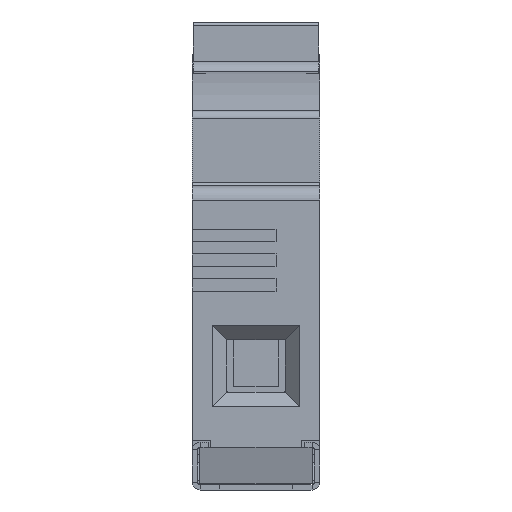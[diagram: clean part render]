
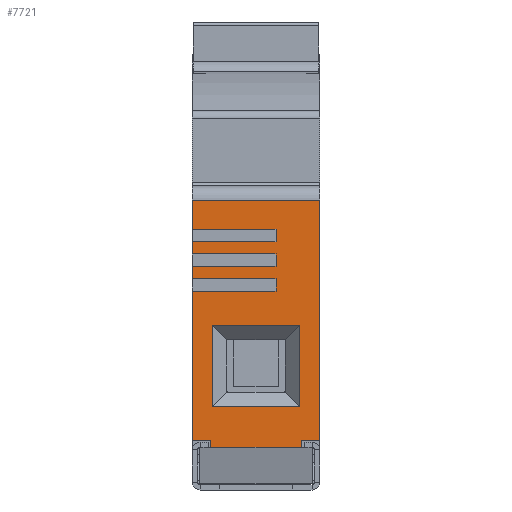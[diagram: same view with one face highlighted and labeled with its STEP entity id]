
A CAD part, front view. The second image highlights one B-rep face of the part: STEP entity #7721.
In plain terms, the highlighted planar face has unit normal (0, -1, 0).
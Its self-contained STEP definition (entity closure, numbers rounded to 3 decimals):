
#44=DIRECTION('',(0.,0.,-1.));
#45=VECTOR('',#44,4.);
#46=CARTESIAN_POINT('',(0.,-58.2,35.));
#47=LINE('',#46,#45);
#56=DIRECTION('',(0.,0.,-1.));
#57=VECTOR('',#56,1.7);
#58=CARTESIAN_POINT('',(0.,-58.2,29.3));
#59=LINE('',#58,#57);
#68=DIRECTION('',(0.,0.,-1.));
#69=VECTOR('',#68,1.7);
#70=CARTESIAN_POINT('',(0.,-58.2,25.9));
#71=LINE('',#70,#69);
#80=DIRECTION('',(0.,0.,-1.));
#81=VECTOR('',#80,20.5);
#82=CARTESIAN_POINT('',(0.,-58.2,22.5));
#83=LINE('',#82,#81);
#820=DIRECTION('',(1.,0.,0.));
#821=VECTOR('',#820,2.5);
#822=CARTESIAN_POINT('',(0.,-58.2,2.));
#823=LINE('',#822,#821);
#832=DIRECTION('',(0.,0.,1.));
#833=VECTOR('',#832,1.);
#834=CARTESIAN_POINT('',(2.5,-58.2,1.));
#835=LINE('',#834,#833);
#836=DIRECTION('',(1.,0.,0.));
#837=VECTOR('',#836,11.5);
#838=CARTESIAN_POINT('',(0.,-58.2,22.5));
#839=LINE('',#838,#837);
#840=DIRECTION('',(1.,0.,0.));
#841=VECTOR('',#840,11.5);
#842=CARTESIAN_POINT('',(0.,-58.2,25.9));
#843=LINE('',#842,#841);
#844=DIRECTION('',(1.,0.,0.));
#845=VECTOR('',#844,11.5);
#846=CARTESIAN_POINT('',(0.,-58.2,29.3));
#847=LINE('',#846,#845);
#848=DIRECTION('',(0.,0.,-1.));
#849=VECTOR('',#848,33.);
#850=CARTESIAN_POINT('',(17.5,-58.2,35.));
#851=LINE('',#850,#849);
#852=DIRECTION('',(-1.,0.,0.));
#853=VECTOR('',#852,2.5);
#854=CARTESIAN_POINT('',(17.5,-58.2,2.));
#855=LINE('',#854,#853);
#1461=DIRECTION('',(1.,0.,0.));
#1462=VECTOR('',#1461,12.5);
#1463=CARTESIAN_POINT('',(2.5,-58.2,1.));
#1464=LINE('',#1463,#1462);
#1568=DIRECTION('',(0.,0.,1.));
#1569=VECTOR('',#1568,1.);
#1570=CARTESIAN_POINT('',(15.,-58.2,1.));
#1571=LINE('',#1570,#1569);
#2196=DIRECTION('',(1.,0.,0.));
#2197=VECTOR('',#2196,11.5);
#2198=CARTESIAN_POINT('',(0.,-58.2,24.2));
#2199=LINE('',#2198,#2197);
#2204=DIRECTION('',(0.,0.,-1.));
#2205=VECTOR('',#2204,1.7);
#2206=CARTESIAN_POINT('',(11.5,-58.2,24.2));
#2207=LINE('',#2206,#2205);
#2228=DIRECTION('',(1.,0.,0.));
#2229=VECTOR('',#2228,11.5);
#2230=CARTESIAN_POINT('',(0.,-58.2,27.6));
#2231=LINE('',#2230,#2229);
#2236=DIRECTION('',(0.,0.,-1.));
#2237=VECTOR('',#2236,1.7);
#2238=CARTESIAN_POINT('',(11.5,-58.2,27.6));
#2239=LINE('',#2238,#2237);
#2260=DIRECTION('',(1.,0.,0.));
#2261=VECTOR('',#2260,11.5);
#2262=CARTESIAN_POINT('',(0.,-58.2,31.));
#2263=LINE('',#2262,#2261);
#2268=DIRECTION('',(0.,0.,-1.));
#2269=VECTOR('',#2268,1.7);
#2270=CARTESIAN_POINT('',(11.5,-58.2,31.));
#2271=LINE('',#2270,#2269);
#2272=DIRECTION('',(-1.,0.,0.));
#2273=VECTOR('',#2272,17.5);
#2274=CARTESIAN_POINT('',(17.5,-58.2,35.));
#2275=LINE('',#2274,#2273);
#2918=DIRECTION('',(0.,0.,-1.));
#2919=VECTOR('',#2918,11.2);
#2920=CARTESIAN_POINT('',(14.75,-58.2,17.8));
#2921=LINE('',#2920,#2919);
#3228=DIRECTION('',(-1.,0.,0.));
#3229=VECTOR('',#3228,12.);
#3230=CARTESIAN_POINT('',(14.75,-58.2,6.6));
#3231=LINE('',#3230,#3229);
#3236=DIRECTION('',(0.,0.,1.));
#3237=VECTOR('',#3236,11.2);
#3238=CARTESIAN_POINT('',(2.75,-58.2,6.6));
#3239=LINE('',#3238,#3237);
#3272=DIRECTION('',(1.,0.,0.));
#3273=VECTOR('',#3272,12.);
#3274=CARTESIAN_POINT('',(2.75,-58.2,17.8));
#3275=LINE('',#3274,#3273);
#5261=CARTESIAN_POINT('',(0.,-58.2,35.));
#5262=VERTEX_POINT('',#5261);
#5263=CARTESIAN_POINT('',(0.,-58.2,31.));
#5264=VERTEX_POINT('',#5263);
#5269=CARTESIAN_POINT('',(0.,-58.2,29.3));
#5270=VERTEX_POINT('',#5269);
#5271=CARTESIAN_POINT('',(0.,-58.2,27.6));
#5272=VERTEX_POINT('',#5271);
#5277=CARTESIAN_POINT('',(0.,-58.2,25.9));
#5278=VERTEX_POINT('',#5277);
#5279=CARTESIAN_POINT('',(0.,-58.2,24.2));
#5280=VERTEX_POINT('',#5279);
#5285=CARTESIAN_POINT('',(0.,-58.2,22.5));
#5286=VERTEX_POINT('',#5285);
#5287=CARTESIAN_POINT('',(0.,-58.2,2.));
#5288=VERTEX_POINT('',#5287);
#5500=CARTESIAN_POINT('',(17.5,-58.2,2.));
#5501=VERTEX_POINT('',#5500);
#5502=CARTESIAN_POINT('',(17.5,-58.2,35.));
#5503=VERTEX_POINT('',#5502);
#5552=CARTESIAN_POINT('',(2.5,-58.2,2.));
#5553=VERTEX_POINT('',#5552);
#5554=CARTESIAN_POINT('',(2.5,-58.2,1.));
#5555=VERTEX_POINT('',#5554);
#5556=CARTESIAN_POINT('',(11.5,-58.2,22.5));
#5557=VERTEX_POINT('',#5556);
#5558=CARTESIAN_POINT('',(11.5,-58.2,24.2));
#5559=VERTEX_POINT('',#5558);
#5560=CARTESIAN_POINT('',(11.5,-58.2,25.9));
#5561=VERTEX_POINT('',#5560);
#5562=CARTESIAN_POINT('',(11.5,-58.2,27.6));
#5563=VERTEX_POINT('',#5562);
#5564=CARTESIAN_POINT('',(11.5,-58.2,29.3));
#5565=VERTEX_POINT('',#5564);
#5566=CARTESIAN_POINT('',(11.5,-58.2,31.));
#5567=VERTEX_POINT('',#5566);
#5568=CARTESIAN_POINT('',(15.,-58.2,2.));
#5569=VERTEX_POINT('',#5568);
#5570=CARTESIAN_POINT('',(15.,-58.2,1.));
#5571=VERTEX_POINT('',#5570);
#5572=CARTESIAN_POINT('',(14.75,-58.2,17.8));
#5573=CARTESIAN_POINT('',(14.75,-58.2,6.6));
#5574=VERTEX_POINT('',#5572);
#5575=VERTEX_POINT('',#5573);
#5576=CARTESIAN_POINT('',(2.75,-58.2,17.8));
#5577=VERTEX_POINT('',#5576);
#5578=CARTESIAN_POINT('',(2.75,-58.2,6.6));
#5579=VERTEX_POINT('',#5578);
#7670=CARTESIAN_POINT('',(0.,-58.2,37.));
#7671=DIRECTION('',(0.,-1.,0.));
#7672=DIRECTION('',(0.,0.,-1.));
#7673=AXIS2_PLACEMENT_3D('',#7670,#7671,#7672);
#7674=PLANE('',#7673);
#7676=ORIENTED_EDGE('',*,*,#7675,.T.);
#7677=ORIENTED_EDGE('',*,*,#7662,.F.);
#7678=ORIENTED_EDGE('',*,*,#6733,.F.);
#7680=ORIENTED_EDGE('',*,*,#7679,.T.);
#7682=ORIENTED_EDGE('',*,*,#7681,.F.);
#7684=ORIENTED_EDGE('',*,*,#7683,.F.);
#7685=ORIENTED_EDGE('',*,*,#6725,.F.);
#7687=ORIENTED_EDGE('',*,*,#7686,.T.);
#7689=ORIENTED_EDGE('',*,*,#7688,.F.);
#7691=ORIENTED_EDGE('',*,*,#7690,.F.);
#7692=ORIENTED_EDGE('',*,*,#6717,.F.);
#7694=ORIENTED_EDGE('',*,*,#7693,.T.);
#7696=ORIENTED_EDGE('',*,*,#7695,.F.);
#7698=ORIENTED_EDGE('',*,*,#7697,.F.);
#7699=ORIENTED_EDGE('',*,*,#6709,.F.);
#7701=ORIENTED_EDGE('',*,*,#7700,.F.);
#7702=ORIENTED_EDGE('',*,*,#7356,.T.);
#7704=ORIENTED_EDGE('',*,*,#7703,.T.);
#7706=ORIENTED_EDGE('',*,*,#7705,.F.);
#7708=ORIENTED_EDGE('',*,*,#7707,.F.);
#7709=EDGE_LOOP('',(#7676,#7677,#7678,#7680,#7682,#7684,#7685,#7687,#7689,#7691,
#7692,#7694,#7696,#7698,#7699,#7701,#7702,#7704,#7706,#7708));
#7710=FACE_OUTER_BOUND('',#7709,.F.);
#7712=ORIENTED_EDGE('',*,*,#7711,.F.);
#7714=ORIENTED_EDGE('',*,*,#7713,.F.);
#7716=ORIENTED_EDGE('',*,*,#7715,.F.);
#7718=ORIENTED_EDGE('',*,*,#7717,.F.);
#7719=EDGE_LOOP('',(#7712,#7714,#7716,#7718));
#7720=FACE_BOUND('',#7719,.F.);
#7721=ADVANCED_FACE('',(#7710,#7720),#7674,.T.);
#6709=EDGE_CURVE('',#5262,#5264,#47,.T.);
#6717=EDGE_CURVE('',#5270,#5272,#59,.T.);
#6725=EDGE_CURVE('',#5278,#5280,#71,.T.);
#6733=EDGE_CURVE('',#5286,#5288,#83,.T.);
#7356=EDGE_CURVE('',#5503,#5501,#851,.T.);
#7662=EDGE_CURVE('',#5288,#5553,#823,.T.);
#7675=EDGE_CURVE('',#5555,#5553,#835,.T.);
#7679=EDGE_CURVE('',#5286,#5557,#839,.T.);
#7681=EDGE_CURVE('',#5559,#5557,#2207,.T.);
#7683=EDGE_CURVE('',#5280,#5559,#2199,.T.);
#7686=EDGE_CURVE('',#5278,#5561,#843,.T.);
#7688=EDGE_CURVE('',#5563,#5561,#2239,.T.);
#7690=EDGE_CURVE('',#5272,#5563,#2231,.T.);
#7693=EDGE_CURVE('',#5270,#5565,#847,.T.);
#7695=EDGE_CURVE('',#5567,#5565,#2271,.T.);
#7697=EDGE_CURVE('',#5264,#5567,#2263,.T.);
#7700=EDGE_CURVE('',#5503,#5262,#2275,.T.);
#7703=EDGE_CURVE('',#5501,#5569,#855,.T.);
#7705=EDGE_CURVE('',#5571,#5569,#1571,.T.);
#7707=EDGE_CURVE('',#5555,#5571,#1464,.T.);
#7711=EDGE_CURVE('',#5574,#5575,#2921,.T.);
#7713=EDGE_CURVE('',#5577,#5574,#3275,.T.);
#7715=EDGE_CURVE('',#5579,#5577,#3239,.T.);
#7717=EDGE_CURVE('',#5575,#5579,#3231,.T.);
